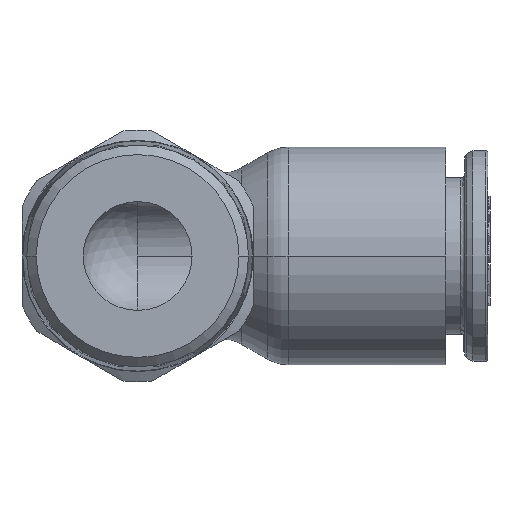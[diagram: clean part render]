
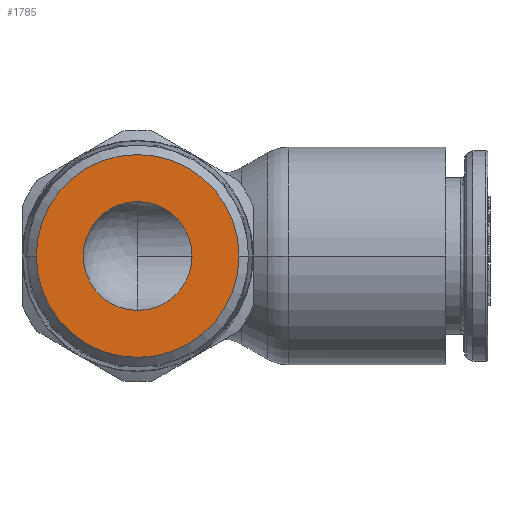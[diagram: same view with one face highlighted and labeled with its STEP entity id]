
A CAD part, front view. The second image highlights one B-rep face of the part: STEP entity #1785.
In plain terms, the highlighted planar face has unit normal (0, -1, 0).
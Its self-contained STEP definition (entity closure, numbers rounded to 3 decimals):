
#1785=ADVANCED_FACE('',(#3938,#3939),#3940,.T.);
#3938=FACE_OUTER_BOUND('',#8120,.T.);
#3939=FACE_BOUND('',#8121,.T.);
#3940=PLANE('',#8122);
#8120=EDGE_LOOP('',(#14409,#14410));
#8121=EDGE_LOOP('',(#14411,#14412));
#8122=AXIS2_PLACEMENT_3D('',#14413,#14414,#14415);
#14409=ORIENTED_EDGE('',*,*,#19033,.F.);
#14410=ORIENTED_EDGE('',*,*,#19857,.F.);
#14411=ORIENTED_EDGE('',*,*,#19858,.F.);
#14412=ORIENTED_EDGE('',*,*,#18723,.F.);
#14413=CARTESIAN_POINT('',(0.0,-40.5,0.0));
#14414=DIRECTION('',(0.0,-1.0,0.0));
#14415=DIRECTION('',(0.0,0.0,-1.0));
#18723=EDGE_CURVE('',#22316,#22311,#22318,.T.);
#19033=EDGE_CURVE('',#22792,#22790,#22794,.T.);
#19857=EDGE_CURVE('',#22790,#22792,#23959,.T.);
#19858=EDGE_CURVE('',#22311,#22316,#23960,.T.);
#22311=VERTEX_POINT('',#28119);
#22316=VERTEX_POINT('',#28125);
#22318=CIRCLE('',#28128,4.0);
#22790=VERTEX_POINT('',#29299);
#22792=VERTEX_POINT('',#29302);
#22794=CIRCLE('',#29305,7.457);
#23959=CIRCLE('',#31554,7.457);
#23960=CIRCLE('',#31555,4.0);
#28119=CARTESIAN_POINT('',(0.0,-40.5,4.0));
#28125=CARTESIAN_POINT('',(0.,-40.5,-4.0));
#28128=AXIS2_PLACEMENT_3D('',#34623,#34624,#34625);
#29299=CARTESIAN_POINT('',(-7.457,-40.5,0.));
#29302=CARTESIAN_POINT('',(7.457,-40.5,0.0));
#29305=AXIS2_PLACEMENT_3D('',#34999,#35000,#35001);
#31554=AXIS2_PLACEMENT_3D('',#35984,#35985,#35986);
#31555=AXIS2_PLACEMENT_3D('',#35987,#35988,#35989);
#34623=CARTESIAN_POINT('',(0.0,-40.5,0.0));
#34624=DIRECTION('',(0.0,-1.0,0.0));
#34625=DIRECTION('',(0.0,0.0,1.0));
#34999=CARTESIAN_POINT('',(0.0,-40.5,0.0));
#35000=DIRECTION('',(0.0,1.0,0.0));
#35001=DIRECTION('',(-1.0,0.0,0.0));
#35984=CARTESIAN_POINT('',(0.0,-40.5,0.0));
#35985=DIRECTION('',(0.0,1.0,0.0));
#35986=DIRECTION('',(-1.0,0.0,0.0));
#35987=CARTESIAN_POINT('',(0.0,-40.5,0.0));
#35988=DIRECTION('',(0.0,-1.0,0.0));
#35989=DIRECTION('',(0.0,0.0,1.0));
